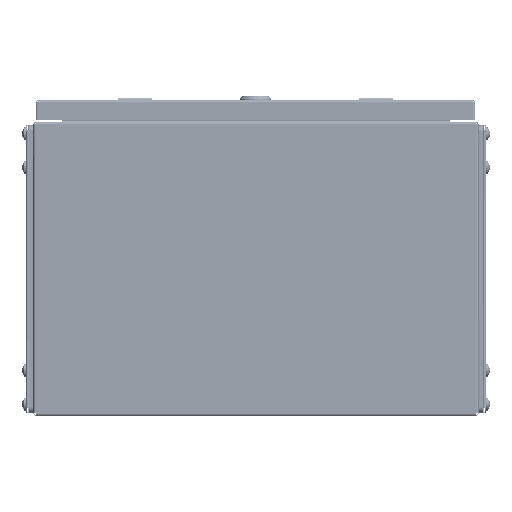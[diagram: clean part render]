
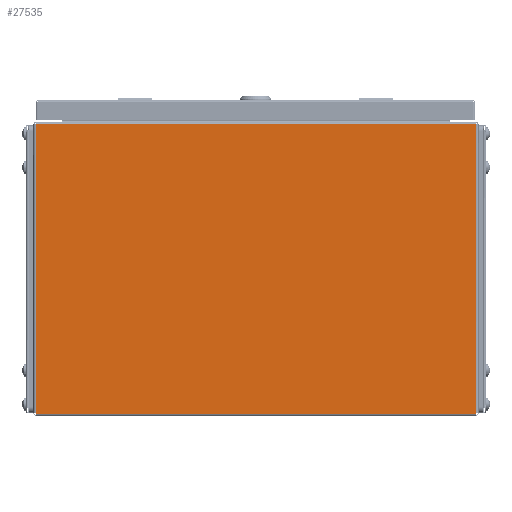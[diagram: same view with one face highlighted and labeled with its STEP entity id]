
A CAD part, left-side view. The second image highlights one B-rep face of the part: STEP entity #27535.
In plain terms, the highlighted planar face has unit normal (-1, 0, 0).
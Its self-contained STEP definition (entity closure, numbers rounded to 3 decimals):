
#4076 = LINE ( 'NONE', #16905, #14481 ) ;
#7043 = CARTESIAN_POINT ( 'NONE',  ( -250., 0., 0. ) ) ;
#7155 = VERTEX_POINT ( 'NONE', #86031 ) ;
#7467 = VERTEX_POINT ( 'NONE', #24367 ) ;
#9255 = VECTOR ( 'NONE', #59531, 1000. ) ;
#11788 = LINE ( 'NONE', #85965, #9255 ) ;
#13932 = VERTEX_POINT ( 'NONE', #51373 ) ;
#14481 = VECTOR ( 'NONE', #23081, 1000. ) ;
#16905 = CARTESIAN_POINT ( 'NONE',  ( -250., -195.5, 257.5 ) ) ;
#17158 = AXIS2_PLACEMENT_3D ( 'NONE', #7043, #26903, #52994 ) ;
#17615 = ORIENTED_EDGE ( 'NONE', *, *, #31320, .T. ) ;
#23081 = DIRECTION ( 'NONE',  ( 0., 1., 0. ) ) ;
#24367 = CARTESIAN_POINT ( 'NONE',  ( -250., -195.5, 257.5 ) ) ;
#26903 = DIRECTION ( 'NONE',  ( 1., 0., 0. ) ) ;
#26915 = ORIENTED_EDGE ( 'NONE', *, *, #49049, .T. ) ;
#27535 = ADVANCED_FACE ( 'NONE', ( #46385 ), #79448, .F. ) ;
#29613 = CARTESIAN_POINT ( 'NONE',  ( -250., 195.5, 0. ) ) ;
#31320 = EDGE_CURVE ( 'NONE', #7467, #58083, #4076, .T. ) ;
#35510 = EDGE_CURVE ( 'NONE', #13932, #7155, #11788, .T. ) ;
#42534 = VECTOR ( 'NONE', #43859, 1000. ) ;
#43735 = LINE ( 'NONE', #29613, #60642 ) ;
#43859 = DIRECTION ( 'NONE',  ( 0., 0., 1. ) ) ;
#46385 = FACE_OUTER_BOUND ( 'NONE', #48370, .T. ) ;
#48370 = EDGE_LOOP ( 'NONE', ( #17615, #26915, #85120, #65156 ) ) ;
#49049 = EDGE_CURVE ( 'NONE', #58083, #7155, #43735, .T. ) ;
#51373 = CARTESIAN_POINT ( 'NONE',  ( -250., -195.5, 1. ) ) ;
#52994 = DIRECTION ( 'NONE',  ( 0., 0., -1. ) ) ;
#57091 = LINE ( 'NONE', #84850, #42534 ) ;
#58083 = VERTEX_POINT ( 'NONE', #64297 ) ;
#59531 = DIRECTION ( 'NONE',  ( 0., 1., 0. ) ) ;
#60642 = VECTOR ( 'NONE', #64042, 1000. ) ;
#64042 = DIRECTION ( 'NONE',  ( 0., 0., -1. ) ) ;
#64297 = CARTESIAN_POINT ( 'NONE',  ( -250., 195.5, 257.5 ) ) ;
#65156 = ORIENTED_EDGE ( 'NONE', *, *, #74779, .T. ) ;
#74779 = EDGE_CURVE ( 'NONE', #13932, #7467, #57091, .T. ) ;
#79448 = PLANE ( 'NONE',  #17158 ) ;
#84850 = CARTESIAN_POINT ( 'NONE',  ( -250., -195.5, 0. ) ) ;
#85120 = ORIENTED_EDGE ( 'NONE', *, *, #35510, .F. ) ;
#85965 = CARTESIAN_POINT ( 'NONE',  ( -250., 195.5, 1. ) ) ;
#86031 = CARTESIAN_POINT ( 'NONE',  ( -250., 195.5, 1. ) ) ;
